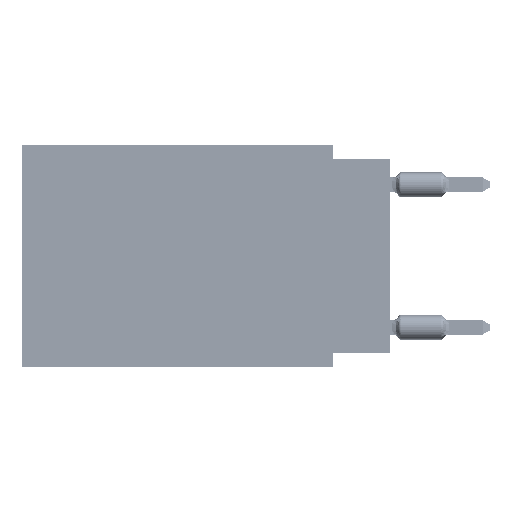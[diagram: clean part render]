
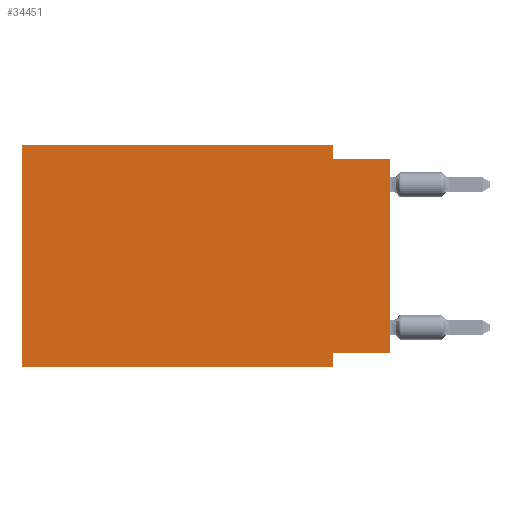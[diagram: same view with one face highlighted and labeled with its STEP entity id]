
A CAD part, left-side view. The second image highlights one B-rep face of the part: STEP entity #34451.
In plain terms, the highlighted planar face has unit normal (-1, 0, 0).
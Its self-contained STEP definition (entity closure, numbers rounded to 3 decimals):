
#1456 = CARTESIAN_POINT ( 'NONE',  ( 0., 16.383, 0. ) ) ;
#4318 = CARTESIAN_POINT ( 'NONE',  ( 0., 2.54, 0. ) ) ;
#5880 = LINE ( 'NONE', #47438, #35176 ) ;
#6121 = DIRECTION ( 'NONE',  ( 0., 0., -1. ) ) ;
#9351 = DIRECTION ( 'NONE',  ( 0., 0., 1. ) ) ;
#9863 = VECTOR ( 'NONE', #22021, 1000. ) ;
#15170 = LINE ( 'NONE', #1456, #9863 ) ;
#19912 = CARTESIAN_POINT ( 'NONE',  ( 0., 2.54, 0. ) ) ;
#22021 = DIRECTION ( 'NONE',  ( 0., -1., 0. ) ) ;
#23503 = EDGE_CURVE ( 'NONE', #58000, #71458, #61361, .T. ) ;
#23596 = VECTOR ( 'NONE', #6121, 1000. ) ;
#24092 = LINE ( 'NONE', #57877, #50178 ) ;
#24392 = VERTEX_POINT ( 'NONE', #41970 ) ;
#24702 = EDGE_CURVE ( 'NONE', #55406, #59877, #25012, .T. ) ;
#25012 = LINE ( 'NONE', #52851, #25030 ) ;
#25030 = VECTOR ( 'NONE', #86634, 1000. ) ;
#27277 = EDGE_CURVE ( 'NONE', #81387, #59877, #34364, .T. ) ;
#30646 = EDGE_CURVE ( 'NONE', #87849, #34321, #86960, .T. ) ;
#30893 = EDGE_LOOP ( 'NONE', ( #43916, #41084, #45208, #51308, #67886, #82764, #84733, #53337 ) ) ;
#32532 = VECTOR ( 'NONE', #69490, 1000. ) ;
#34100 = CARTESIAN_POINT ( 'NONE',  ( 0., 16.383, 0. ) ) ;
#34321 = VERTEX_POINT ( 'NONE', #59678 ) ;
#34364 = LINE ( 'NONE', #62195, #32532 ) ;
#34451 = ADVANCED_FACE ( 'NONE', ( #62384 ), #41850, .F. ) ;
#35176 = VECTOR ( 'NONE', #40577, 1000. ) ;
#37973 = CARTESIAN_POINT ( 'NONE',  ( 0., 2.54, -9.906 ) ) ;
#38105 = CARTESIAN_POINT ( 'NONE',  ( 0., 0., 0. ) ) ;
#40577 = DIRECTION ( 'NONE',  ( 0., 1., 0. ) ) ;
#41084 = ORIENTED_EDGE ( 'NONE', *, *, #45897, .F. ) ;
#41387 = DIRECTION ( 'NONE',  ( 1., 0., 0. ) ) ;
#41850 = PLANE ( 'NONE',  #67374 ) ;
#41953 = EDGE_CURVE ( 'NONE', #55406, #24392, #71878, .T. ) ;
#41970 = CARTESIAN_POINT ( 'NONE',  ( 0., 16.383, 0. ) ) ;
#43916 = ORIENTED_EDGE ( 'NONE', *, *, #30646, .T. ) ;
#45208 = ORIENTED_EDGE ( 'NONE', *, *, #23503, .F. ) ;
#45897 = EDGE_CURVE ( 'NONE', #71458, #34321, #24092, .T. ) ;
#47438 = CARTESIAN_POINT ( 'NONE',  ( 0., 0., -9.271 ) ) ;
#49045 = CARTESIAN_POINT ( 'NONE',  ( 0., 16.383, -9.906 ) ) ;
#50178 = VECTOR ( 'NONE', #85706, 1000. ) ;
#51308 = ORIENTED_EDGE ( 'NONE', *, *, #66493, .F. ) ;
#52851 = CARTESIAN_POINT ( 'NONE',  ( 0., 16.383, -9.906 ) ) ;
#53337 = ORIENTED_EDGE ( 'NONE', *, *, #76197, .F. ) ;
#54645 = DIRECTION ( 'NONE',  ( 0., 0., -1. ) ) ;
#55406 = VERTEX_POINT ( 'NONE', #49045 ) ;
#57877 = CARTESIAN_POINT ( 'NONE',  ( 0., 0., -0.635 ) ) ;
#58000 = VERTEX_POINT ( 'NONE', #19912 ) ;
#58578 = CARTESIAN_POINT ( 'NONE',  ( 0., 2.54, -0.635 ) ) ;
#59678 = CARTESIAN_POINT ( 'NONE',  ( 0., 0., -0.635 ) ) ;
#59877 = VERTEX_POINT ( 'NONE', #37973 ) ;
#61361 = LINE ( 'NONE', #4318, #23596 ) ;
#62195 = CARTESIAN_POINT ( 'NONE',  ( 0., 2.54, -9.906 ) ) ;
#62384 = FACE_OUTER_BOUND ( 'NONE', #30893, .T. ) ;
#65046 = CARTESIAN_POINT ( 'NONE',  ( 0., 16.383, 0. ) ) ;
#66493 = EDGE_CURVE ( 'NONE', #24392, #58000, #15170, .T. ) ;
#67374 = AXIS2_PLACEMENT_3D ( 'NONE', #34100, #41387, #54645 ) ;
#67773 = DIRECTION ( 'NONE',  ( 0., 0., 1. ) ) ;
#67886 = ORIENTED_EDGE ( 'NONE', *, *, #41953, .F. ) ;
#69490 = DIRECTION ( 'NONE',  ( 0., 0., -1. ) ) ;
#71458 = VERTEX_POINT ( 'NONE', #58578 ) ;
#71878 = LINE ( 'NONE', #65046, #88480 ) ;
#73355 = CARTESIAN_POINT ( 'NONE',  ( 0., 2.54, -9.271 ) ) ;
#76197 = EDGE_CURVE ( 'NONE', #87849, #81387, #5880, .T. ) ;
#78769 = VECTOR ( 'NONE', #67773, 1000. ) ;
#81387 = VERTEX_POINT ( 'NONE', #73355 ) ;
#82764 = ORIENTED_EDGE ( 'NONE', *, *, #24702, .T. ) ;
#84733 = ORIENTED_EDGE ( 'NONE', *, *, #27277, .F. ) ;
#85706 = DIRECTION ( 'NONE',  ( 0., -1., 0. ) ) ;
#86634 = DIRECTION ( 'NONE',  ( 0., -1., 0. ) ) ;
#86960 = LINE ( 'NONE', #38105, #78769 ) ;
#87849 = VERTEX_POINT ( 'NONE', #89026 ) ;
#88480 = VECTOR ( 'NONE', #9351, 1000. ) ;
#89026 = CARTESIAN_POINT ( 'NONE',  ( 0., 0., -9.271 ) ) ;
